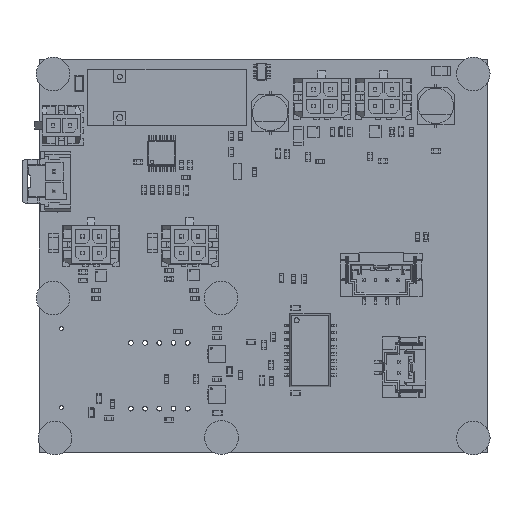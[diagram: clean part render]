
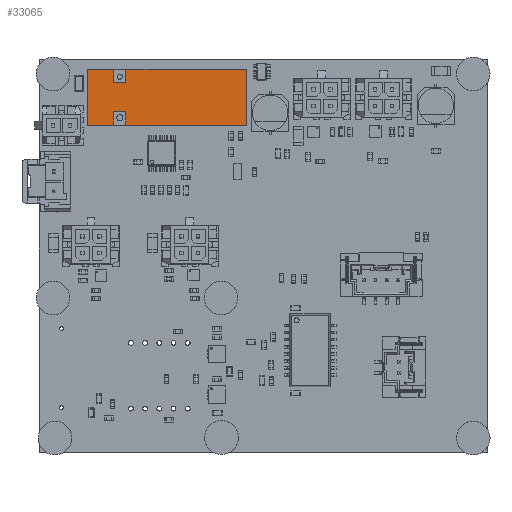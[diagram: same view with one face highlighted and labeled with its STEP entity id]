
A CAD part, top view. The second image highlights one B-rep face of the part: STEP entity #33065.
In plain terms, the highlighted face is planar.
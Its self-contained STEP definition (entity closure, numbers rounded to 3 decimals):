
#32837 = VERTEX_POINT('',#32838);
#32838 = CARTESIAN_POINT('',(-1.6,15.,1.19));
#32844 = EDGE_CURVE('',#32845,#32837,#32847,.T.);
#32845 = VERTEX_POINT('',#32846);
#32846 = CARTESIAN_POINT('',(-1.6,15.,-8.81));
#32847 = LINE('',#32848,#32849);
#32848 = CARTESIAN_POINT('',(-1.6,15.,-8.81));
#32849 = VECTOR('',#32850,1.);
#32850 = DIRECTION('',(0.,0.,1.));
#32866 = EDGE_CURVE('',#32867,#32869,#32871,.T.);
#32867 = VERTEX_POINT('',#32868);
#32868 = CARTESIAN_POINT('',(5.3,15.,1.19));
#32869 = VERTEX_POINT('',#32870);
#32870 = CARTESIAN_POINT('',(26.9,15.,1.19));
#32871 = LINE('',#32872,#32873);
#32872 = CARTESIAN_POINT('',(-1.6,15.,1.19));
#32873 = VECTOR('',#32874,1.);
#32874 = DIRECTION('',(1.,0.,0.));
#32884 = VERTEX_POINT('',#32885);
#32885 = CARTESIAN_POINT('',(3.1,15.,1.19));
#32891 = EDGE_CURVE('',#32837,#32884,#32892,.T.);
#32892 = LINE('',#32893,#32894);
#32893 = CARTESIAN_POINT('',(-1.6,15.,1.19));
#32894 = VECTOR('',#32895,1.);
#32895 = DIRECTION('',(1.,0.,0.));
#32961 = VERTEX_POINT('',#32962);
#32962 = CARTESIAN_POINT('',(26.9,15.,-8.81));
#32968 = EDGE_CURVE('',#32869,#32961,#32969,.T.);
#32969 = LINE('',#32970,#32971);
#32970 = CARTESIAN_POINT('',(26.9,15.,-8.81));
#32971 = VECTOR('',#32972,1.);
#32972 = DIRECTION('',(0.,0.,-1.));
#32983 = EDGE_CURVE('',#32984,#32845,#32986,.T.);
#32984 = VERTEX_POINT('',#32985);
#32985 = CARTESIAN_POINT('',(3.1,15.,-8.81));
#32986 = LINE('',#32987,#32988);
#32987 = CARTESIAN_POINT('',(-1.6,15.,-8.81));
#32988 = VECTOR('',#32989,1.);
#32989 = DIRECTION('',(-1.,0.,0.));
#32999 = VERTEX_POINT('',#33000);
#33000 = CARTESIAN_POINT('',(5.3,15.,-8.81));
#33006 = EDGE_CURVE('',#32961,#32999,#33007,.T.);
#33007 = LINE('',#33008,#33009);
#33008 = CARTESIAN_POINT('',(-1.6,15.,-8.81));
#33009 = VECTOR('',#33010,1.);
#33010 = DIRECTION('',(-1.,0.,0.));
#33065 = ADVANCED_FACE('',(#33066),#33118,.T.);
#33066 = FACE_BOUND('',#33067,.T.);
#33067 = EDGE_LOOP('',(#33068,#33076,#33084,#33090,#33091,#33092,#33093,
    #33101,#33109,#33115,#33116,#33117));
#33068 = ORIENTED_EDGE('',*,*,#33069,.F.);
#33069 = EDGE_CURVE('',#33070,#32884,#33072,.T.);
#33070 = VERTEX_POINT('',#33071);
#33071 = CARTESIAN_POINT('',(3.1,15.,-1.26));
#33072 = LINE('',#33073,#33074);
#33073 = CARTESIAN_POINT('',(3.1,15.,1.19));
#33074 = VECTOR('',#33075,1.);
#33075 = DIRECTION('',(0.,0.,1.));
#33076 = ORIENTED_EDGE('',*,*,#33077,.F.);
#33077 = EDGE_CURVE('',#33078,#33070,#33080,.T.);
#33078 = VERTEX_POINT('',#33079);
#33079 = CARTESIAN_POINT('',(5.3,15.,-1.26));
#33080 = LINE('',#33081,#33082);
#33081 = CARTESIAN_POINT('',(5.3,15.,-1.26));
#33082 = VECTOR('',#33083,1.);
#33083 = DIRECTION('',(-1.,0.,0.));
#33084 = ORIENTED_EDGE('',*,*,#33085,.F.);
#33085 = EDGE_CURVE('',#32867,#33078,#33086,.T.);
#33086 = LINE('',#33087,#33088);
#33087 = CARTESIAN_POINT('',(5.3,15.,1.19));
#33088 = VECTOR('',#33089,1.);
#33089 = DIRECTION('',(0.,0.,-1.));
#33090 = ORIENTED_EDGE('',*,*,#32866,.T.);
#33091 = ORIENTED_EDGE('',*,*,#32968,.T.);
#33092 = ORIENTED_EDGE('',*,*,#33006,.T.);
#33093 = ORIENTED_EDGE('',*,*,#33094,.F.);
#33094 = EDGE_CURVE('',#33095,#32999,#33097,.T.);
#33095 = VERTEX_POINT('',#33096);
#33096 = CARTESIAN_POINT('',(5.3,15.,-6.36));
#33097 = LINE('',#33098,#33099);
#33098 = CARTESIAN_POINT('',(5.3,15.,-8.81));
#33099 = VECTOR('',#33100,1.);
#33100 = DIRECTION('',(0.,0.,-1.));
#33101 = ORIENTED_EDGE('',*,*,#33102,.F.);
#33102 = EDGE_CURVE('',#33103,#33095,#33105,.T.);
#33103 = VERTEX_POINT('',#33104);
#33104 = CARTESIAN_POINT('',(3.1,15.,-6.36));
#33105 = LINE('',#33106,#33107);
#33106 = CARTESIAN_POINT('',(5.3,15.,-6.36));
#33107 = VECTOR('',#33108,1.);
#33108 = DIRECTION('',(1.,0.,0.));
#33109 = ORIENTED_EDGE('',*,*,#33110,.F.);
#33110 = EDGE_CURVE('',#32984,#33103,#33111,.T.);
#33111 = LINE('',#33112,#33113);
#33112 = CARTESIAN_POINT('',(3.1,15.,-8.81));
#33113 = VECTOR('',#33114,1.);
#33114 = DIRECTION('',(0.,0.,1.));
#33115 = ORIENTED_EDGE('',*,*,#32983,.T.);
#33116 = ORIENTED_EDGE('',*,*,#32844,.T.);
#33117 = ORIENTED_EDGE('',*,*,#32891,.T.);
#33118 = PLANE('',#33119);
#33119 = AXIS2_PLACEMENT_3D('',#33120,#33121,#33122);
#33120 = CARTESIAN_POINT('',(-1.6,15.,1.19));
#33121 = DIRECTION('',(0.,1.,0.));
#33122 = DIRECTION('',(0.,0.,1.));
